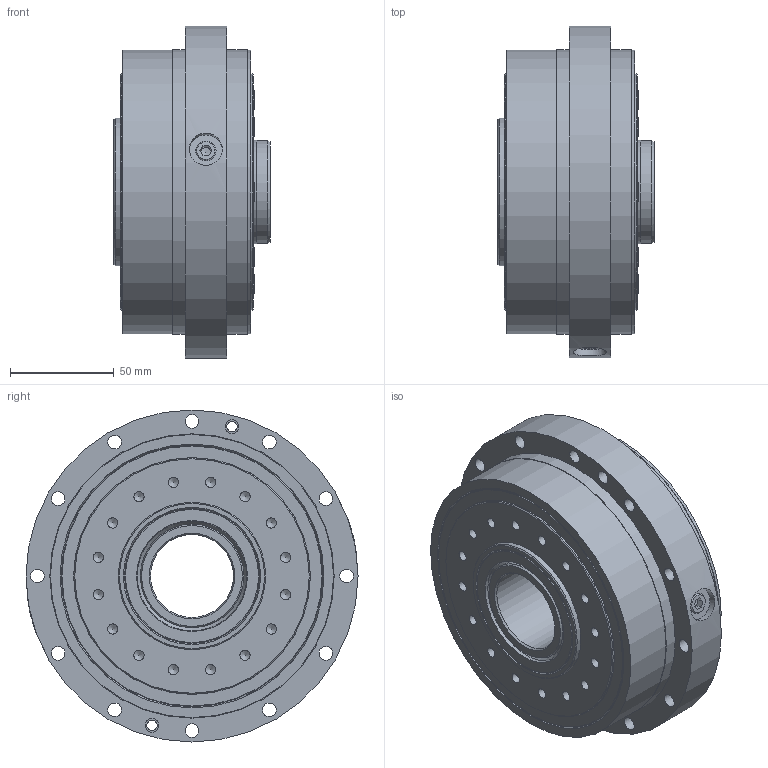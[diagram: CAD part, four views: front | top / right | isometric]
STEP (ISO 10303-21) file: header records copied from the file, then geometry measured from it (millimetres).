
FILE_DESCRIPTION(/* description */ (''),/* implementation_level */ '2;1');
FILE_NAME(/* name */ 'F4CF-C15_STD.stp',/* time_stamp */ '2017-12-06T14:00:48+09:00',/* author */ ('Ikk_Taniyama'),/* organization */ (''),/* preprocessor_version */ 'ST-DEVELOPER v15.6',/* originating_system */ 'Autodesk Inventor 2015',/* authorisation */ '');
FILE_SCHEMA (('AUTOMOTIVE_DESIGN { 1 0 10303 214 3 1 1 }'));
Length unit declared in the file: millimetre
Products named in the file (1): F4CF-C15_STD
Bounding box: 75.2 x 160 x 160 mm (x, y, z)
Volume: 347.8 mm3; surface area: 192642.9 mm2
Topology: 4 solids, 7 shells, 442 faces, 922 edges, 574 vertices
Faces by surface type: plane 170, cylinder 147, cone 87, torus 38
Full cylindrical faces by diameter (mm): 2.459 x6, 4.917 x18, 6 x8, 6.6 x22, 8 x8, 8.566 x2, 10 x8, 11 x16, 16 x2, 40 x1, 49.5 x1, 49.8 x4, 50 x2, 52 x1, 52.6 x2, 53.448 x2, 55 x2, 63 x2, 65 x6, 71 x1, 72 x2, 73 x1, 102.5 x1, 103 x1, 103.198 x2, 110 x2, 114 x6, 116.88 x2, 118.5 x1, 123.6 x2
Entity records: 10384 total; most frequent: DIRECTION 1788, CARTESIAN_POINT 1773, ORIENTED_EDGE 1174, EDGE_LOOP 836, AXIS2_PLACEMENT_3D 820, EDGE_CURVE 581, VERTEX_POINT 505, STYLED_ITEM 443
